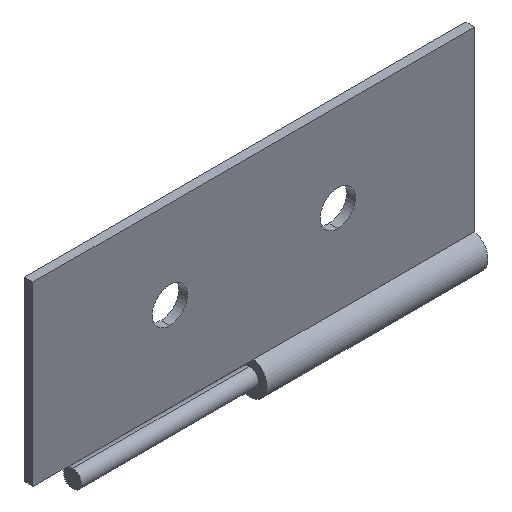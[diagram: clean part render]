
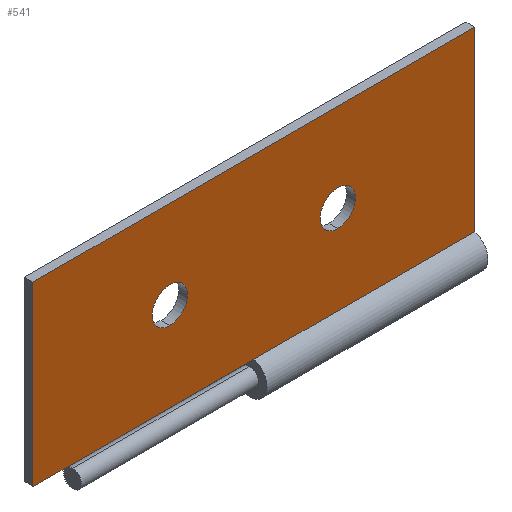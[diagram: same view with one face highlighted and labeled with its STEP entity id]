
A CAD part, isometric view. The second image highlights one B-rep face of the part: STEP entity #541.
In plain terms, the highlighted planar face has unit normal (0, -1, 0).
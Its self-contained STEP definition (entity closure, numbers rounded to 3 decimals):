
#8 = VERTEX_POINT ( 'NONE', #30 ) ;
#14 = VECTOR ( 'NONE', #63, 1000. ) ;
#27 = FACE_OUTER_BOUND ( 'NONE', #195, .T. ) ;
#28 = ORIENTED_EDGE ( 'NONE', *, *, #365, .T. ) ;
#30 = CARTESIAN_POINT ( 'NONE',  ( -25., -0.5, -10.064 ) ) ;
#47 = EDGE_CURVE ( 'NONE', #59, #521, #416, .T. ) ;
#59 = VERTEX_POINT ( 'NONE', #210 ) ;
#61 = EDGE_CURVE ( 'NONE', #276, #338, #171, .T. ) ;
#62 = LINE ( 'NONE', #455, #433 ) ;
#63 = DIRECTION ( 'NONE',  ( 0., 0., -1. ) ) ;
#81 = EDGE_CURVE ( 'NONE', #499, #197, #162, .T. ) ;
#90 = DIRECTION ( 'NONE',  ( 0., 0., -1. ) ) ;
#94 = EDGE_LOOP ( 'NONE', ( #465, #168 ) ) ;
#99 = CARTESIAN_POINT ( 'NONE',  ( 9.5, -0.5, 0. ) ) ;
#104 = VERTEX_POINT ( 'NONE', #413 ) ;
#109 = EDGE_CURVE ( 'NONE', #8, #529, #62, .T. ) ;
#132 = VECTOR ( 'NONE', #146, 1000. ) ;
#133 = ORIENTED_EDGE ( 'NONE', *, *, #61, .F. ) ;
#135 = LINE ( 'NONE', #531, #132 ) ;
#136 = AXIS2_PLACEMENT_3D ( 'NONE', #460, #175, #90 ) ;
#139 = CIRCLE ( 'NONE', #371, 2. ) ;
#146 = DIRECTION ( 'NONE',  ( 0., 0., 1. ) ) ;
#150 = DIRECTION ( 'NONE',  ( 0., -1., 0. ) ) ;
#152 = FACE_BOUND ( 'NONE', #94, .T. ) ;
#161 = AXIS2_PLACEMENT_3D ( 'NONE', #491, #196, #457 ) ;
#162 = CIRCLE ( 'NONE', #249, 2. ) ;
#168 = ORIENTED_EDGE ( 'NONE', *, *, #81, .F. ) ;
#171 = LINE ( 'NONE', #337, #530 ) ;
#175 = DIRECTION ( 'NONE',  ( 0., -1., 0. ) ) ;
#178 = EDGE_LOOP ( 'NONE', ( #447, #280 ) ) ;
#186 = DIRECTION ( 'NONE',  ( 0., 0., -1. ) ) ;
#188 = EDGE_CURVE ( 'NONE', #197, #499, #139, .T. ) ;
#194 = PLANE ( 'NONE',  #161 ) ;
#195 = EDGE_LOOP ( 'NONE', ( #366, #476, #28, #537, #133 ) ) ;
#196 = DIRECTION ( 'NONE',  ( 0., -1., 0. ) ) ;
#197 = VERTEX_POINT ( 'NONE', #253 ) ;
#210 = CARTESIAN_POINT ( 'NONE',  ( 9.5, -0.5, -2. ) ) ;
#213 = CARTESIAN_POINT ( 'NONE',  ( -25., -0.5, 10. ) ) ;
#224 = CARTESIAN_POINT ( 'NONE',  ( 25., -0.5, -10. ) ) ;
#249 = AXIS2_PLACEMENT_3D ( 'NONE', #516, #150, #186 ) ;
#253 = CARTESIAN_POINT ( 'NONE',  ( -9.5, -0.5, 2. ) ) ;
#271 = DIRECTION ( 'NONE',  ( 0., -1., 0. ) ) ;
#276 = VERTEX_POINT ( 'NONE', #213 ) ;
#280 = ORIENTED_EDGE ( 'NONE', *, *, #47, .F. ) ;
#307 = VECTOR ( 'NONE', #445, 1000. ) ;
#322 = CARTESIAN_POINT ( 'NONE',  ( 0., -0.5, -10.064 ) ) ;
#324 = CARTESIAN_POINT ( 'NONE',  ( -9.5, -0.5, -2. ) ) ;
#337 = CARTESIAN_POINT ( 'NONE',  ( 25., -0.5, 10. ) ) ;
#338 = VERTEX_POINT ( 'NONE', #352 ) ;
#349 = DIRECTION ( 'NONE',  ( 1., 0., 0. ) ) ;
#352 = CARTESIAN_POINT ( 'NONE',  ( 25., -0.5, 10. ) ) ;
#355 = EDGE_CURVE ( 'NONE', #338, #104, #520, .T. ) ;
#359 = CARTESIAN_POINT ( 'NONE',  ( 0., -0.5, -10.064 ) ) ;
#360 = EDGE_CURVE ( 'NONE', #521, #59, #533, .T. ) ;
#365 = EDGE_CURVE ( 'NONE', #529, #104, #436, .T. ) ;
#366 = ORIENTED_EDGE ( 'NONE', *, *, #446, .F. ) ;
#371 = AXIS2_PLACEMENT_3D ( 'NONE', #382, #515, #434 ) ;
#382 = CARTESIAN_POINT ( 'NONE',  ( -9.5, -0.5, 0. ) ) ;
#413 = CARTESIAN_POINT ( 'NONE',  ( 25., -0.5, -10.064 ) ) ;
#415 = CARTESIAN_POINT ( 'NONE',  ( 9.5, -0.5, 2. ) ) ;
#416 = CIRCLE ( 'NONE', #136, 2. ) ;
#433 = VECTOR ( 'NONE', #494, 1000. ) ;
#434 = DIRECTION ( 'NONE',  ( 0., 0., -1. ) ) ;
#436 = LINE ( 'NONE', #359, #307 ) ;
#441 = DIRECTION ( 'NONE',  ( 0., 0., -1. ) ) ;
#445 = DIRECTION ( 'NONE',  ( 1., 0., 0. ) ) ;
#446 = EDGE_CURVE ( 'NONE', #8, #276, #135, .T. ) ;
#447 = ORIENTED_EDGE ( 'NONE', *, *, #360, .F. ) ;
#455 = CARTESIAN_POINT ( 'NONE',  ( 0., -0.5, -10.064 ) ) ;
#457 = DIRECTION ( 'NONE',  ( 0., 0., -1. ) ) ;
#460 = CARTESIAN_POINT ( 'NONE',  ( 9.5, -0.5, 0. ) ) ;
#465 = ORIENTED_EDGE ( 'NONE', *, *, #188, .F. ) ;
#476 = ORIENTED_EDGE ( 'NONE', *, *, #109, .T. ) ;
#487 = AXIS2_PLACEMENT_3D ( 'NONE', #99, #271, #441 ) ;
#491 = CARTESIAN_POINT ( 'NONE',  ( -25., -0.5, 10. ) ) ;
#494 = DIRECTION ( 'NONE',  ( 1., 0., 0. ) ) ;
#495 = FACE_BOUND ( 'NONE', #178, .T. ) ;
#499 = VERTEX_POINT ( 'NONE', #324 ) ;
#515 = DIRECTION ( 'NONE',  ( 0., -1., 0. ) ) ;
#516 = CARTESIAN_POINT ( 'NONE',  ( -9.5, -0.5, 0. ) ) ;
#520 = LINE ( 'NONE', #224, #14 ) ;
#521 = VERTEX_POINT ( 'NONE', #415 ) ;
#529 = VERTEX_POINT ( 'NONE', #322 ) ;
#530 = VECTOR ( 'NONE', #349, 1000. ) ;
#531 = CARTESIAN_POINT ( 'NONE',  ( -25., -0.5, -10. ) ) ;
#533 = CIRCLE ( 'NONE', #487, 2. ) ;
#537 = ORIENTED_EDGE ( 'NONE', *, *, #355, .F. ) ;
#541 = ADVANCED_FACE ( 'NONE', ( #152, #495, #27 ), #194, .T. ) ;
